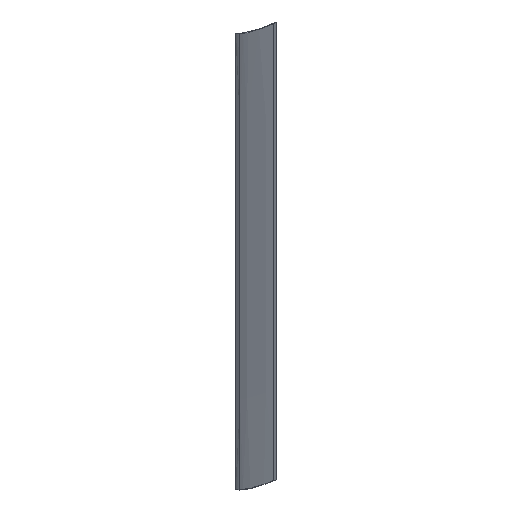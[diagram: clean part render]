
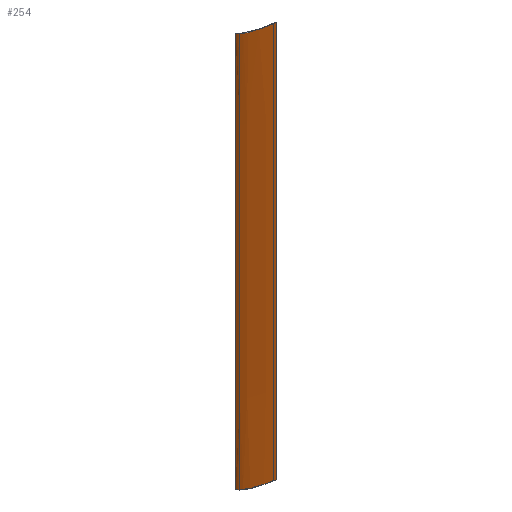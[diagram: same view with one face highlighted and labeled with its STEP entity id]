
A CAD part, isometric view. The second image highlights one B-rep face of the part: STEP entity #254.
In plain terms, the highlighted face is a extrusion surface.
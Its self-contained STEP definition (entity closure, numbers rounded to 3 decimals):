
#42=CARTESIAN_POINT('Vertex',(0.404,-12.29,3.782)) ;
#72=CARTESIAN_POINT('Vertex',(106.776,-51.763,0.348)) ;
#76=CARTESIAN_POINT('Control Point',(106.776,-51.763,0.348)) ;
#77=CARTESIAN_POINT('Control Point',(93.445,-50.216,0.481)) ;
#78=CARTESIAN_POINT('Control Point',(80.172,-48.181,0.657)) ;
#79=CARTESIAN_POINT('Control Point',(67.222,-45.609,0.879)) ;
#80=CARTESIAN_POINT('Control Point',(47.93,-40.825,1.294)) ;
#81=CARTESIAN_POINT('Control Point',(29.393,-33.82,1.904)) ;
#82=CARTESIAN_POINT('Control Point',(23.749,-31.362,2.118)) ;
#83=CARTESIAN_POINT('Control Point',(15.535,-27.306,2.471)) ;
#84=CARTESIAN_POINT('Control Point',(8.144,-21.997,2.934)) ;
#85=CARTESIAN_POINT('Control Point',(6.094,-20.312,3.081)) ;
#86=CARTESIAN_POINT('Control Point',(3.45,-17.783,3.302)) ;
#87=CARTESIAN_POINT('Control Point',(1.482,-14.763,3.566)) ;
#88=CARTESIAN_POINT('Control Point',(1.042,-13.972,3.635)) ;
#89=CARTESIAN_POINT('Control Point',(0.674,-13.146,3.707)) ;
#90=CARTESIAN_POINT('Control Point',(0.404,-12.29,3.782)) ;
#109=CARTESIAN_POINT('Vertex',(0.404,-12.29,1398.)) ;
#115=CARTESIAN_POINT('Control Point',(106.776,-51.763,1398.)) ;
#116=CARTESIAN_POINT('Control Point',(71.345,-47.65,1398.)) ;
#117=CARTESIAN_POINT('Control Point',(41.381,-40.683,1398.)) ;
#118=CARTESIAN_POINT('Control Point',(18.106,-31.426,1398.)) ;
#119=CARTESIAN_POINT('Control Point',(3.221,-21.219,1398.)) ;
#120=CARTESIAN_POINT('Control Point',(0.404,-12.29,1398.)) ;
#121=CARTESIAN_POINT('Vertex',(106.776,-51.763,1398.)) ;
#221=CARTESIAN_POINT('Line Origine',(106.776,-51.763,699.174)) ;
#234=CARTESIAN_POINT('Control Point',(106.776,-51.763,0.)) ;
#235=CARTESIAN_POINT('Control Point',(71.345,-47.65,0.)) ;
#236=CARTESIAN_POINT('Control Point',(41.381,-40.683,0.)) ;
#237=CARTESIAN_POINT('Control Point',(18.106,-31.426,0.)) ;
#238=CARTESIAN_POINT('Control Point',(3.221,-21.219,0.)) ;
#239=CARTESIAN_POINT('Control Point',(0.404,-12.29,0.)) ;
#243=CARTESIAN_POINT('Line Origine',(0.404,-12.29,699.)) ;
#223=VECTOR('Line Direction',#222,1.) ;
#241=VECTOR('Extrusion Surface Vector',#240,1.) ;
#245=VECTOR('Line Direction',#244,1.) ;
#222=DIRECTION('Vector Direction',(0.,0.,1.)) ;
#240=DIRECTION('Vector Direction',(0.,0.,1.)) ;
#244=DIRECTION('Vector Direction',(0.,0.,1.)) ;
#224=LINE('Line',#221,#223) ;
#246=LINE('Line',#243,#245) ;
#91=EDGE_CURVE('',#73,#43,#75,.T.) ;
#123=EDGE_CURVE('',#122,#110,#114,.T.) ;
#225=EDGE_CURVE('',#73,#122,#224,.T.) ;
#247=EDGE_CURVE('',#43,#110,#246,.T.) ;
#249=ORIENTED_EDGE('',*,*,#91,.F.) ;
#250=ORIENTED_EDGE('',*,*,#225,.T.) ;
#251=ORIENTED_EDGE('',*,*,#123,.T.) ;
#252=ORIENTED_EDGE('',*,*,#247,.F.) ;
#248=EDGE_LOOP('',(#249,#250,#251,#252)) ;
#43=VERTEX_POINT('',#42) ;
#73=VERTEX_POINT('',#72) ;
#110=VERTEX_POINT('',#109) ;
#122=VERTEX_POINT('',#121) ;
#254=ADVANCED_FACE('PartBody',(#253),#242,.F.) ;
#75=B_SPLINE_CURVE_WITH_KNOTS('',5,(#76,#77,#78,#79,#80,#81,#82,#83,#84,#85,#86,#87,#88,#89,#90),.UNSPECIFIED.,.F.,.U.,(6,3,3,3,6),(0.,67.107,99.104,112.674,117.194),.UNSPECIFIED.) ;
#114=B_SPLINE_CURVE_WITH_KNOTS('',5,(#115,#116,#117,#118,#119,#120),.UNSPECIFIED.,.F.,.U.,(6,6),(0.,118.892),.UNSPECIFIED.) ;
#233=B_SPLINE_CURVE_WITH_KNOTS('',5,(#234,#235,#236,#237,#238,#239),.UNSPECIFIED.,.F.,.U.,(6,6),(0.,118.892),.UNSPECIFIED.) ;
#253=FACE_OUTER_BOUND('',#248,.T.) ;
#242=SURFACE_OF_LINEAR_EXTRUSION('generated tabulated cylinder',#233,#241) ;
